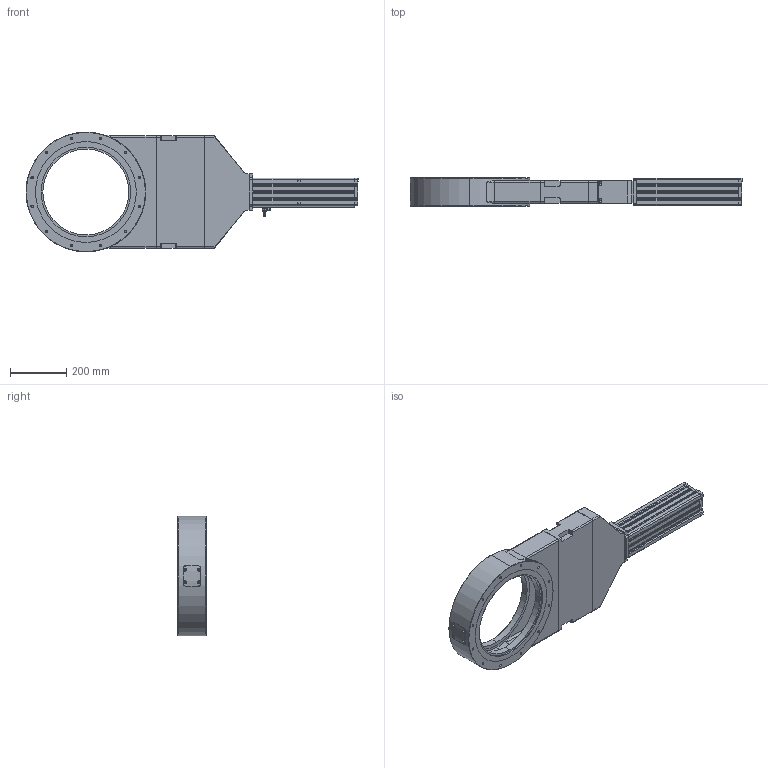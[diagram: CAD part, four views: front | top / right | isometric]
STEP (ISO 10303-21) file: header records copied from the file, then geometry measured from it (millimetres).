
FILE_DESCRIPTION (( 'STEP AP214' ), '1' );
FILE_NAME ('TLG12000-220-11(ISO320)-1230.STEP', '2025-02-04T22:54:14', ( '' ), ( '' ), 'SwSTEP 2.0', 'SolidWorks 2023', '' );
FILE_SCHEMA (( 'AUTOMOTIVE_DESIGN' ));
Length unit declared in the file: inch
Products named in the file (14): SPAV-12-PBR-3010-0_Cylinder body.STEP.STEP; TLG12000-220-11(ISO320)-1230; 렌찌볼트 M10_15L_1.STEP.STEP; GVAPS-ISO320F-24-PI.STEP.STEP; SPAV-12-PB0-1040-0_Sts plate.STEP.STEP; SPAV-12-PB0-1010-0_Body flange(NW320).STEP.STEP; SPAV-12-PB0-1030-00_Body bonnet.STEP.STEP; GNSE 0601(3D)_1.STEP.STEP; SPAV-12-PBR-3020-0_Cylinder bonnet.STEP.STEP; SPAV-12-PB0-1020-0_Body.STEP.STEP; TLG12000-220-11(ISO320)-1230.STEP; SPAV-12-PB0-1000-0_Body assy.STEP.STEP; SPAV-12-PBR-3030-0_Cylinder cover.STEP.STEP; SPAV-12-PBR-3000-0_Cylinder assy.STEP.STEP
Assembly tree (20 placements, depth 5):
  TLG12000-220-11(ISO320)-1230
    TLG12000-220-11(ISO320)-1230.STEP
      GVAPS-ISO320F-24-PI.STEP.STEP
        SPAV-12-PB0-1000-0_Body assy.STEP.STEP
          SPAV-12-PB0-1010-0_Body flange(NW320).STEP.STEP
          SPAV-12-PB0-1020-0_Body.STEP.STEP
          SPAV-12-PB0-1030-00_Body bonnet.STEP.STEP
          SPAV-12-PB0-1040-0_Sts plate.STEP.STEP
        SPAV-12-PBR-3000-0_Cylinder assy.STEP.STEP
          SPAV-12-PBR-3010-0_Cylinder body.STEP.STEP
          SPAV-12-PBR-3020-0_Cylinder bonnet.STEP.STEP
          SPAV-12-PBR-3030-0_Cylinder cover.STEP.STEP
          렌찌볼트 M10_15L_1.STEP.STEP  x8
          GNSE 0601(3D)_1.STEP.STEP
Bounding box: 1178.5 x 100 x 425 mm (x, y, z)
Volume: 13631736.8 mm3; surface area: 1599816 mm2
Topology: 22 solids, 24 shells, 1826 faces, 4528 edges, 2829 vertices
Faces by surface type: plane 830, cylinder 621, cone 283, bspline 56, torus 36
Entity records: 63735 total; most frequent: CARTESIAN_POINT 22960, ORIENTED_EDGE 8364, DIRECTION 8316, EDGE_CURVE 4182, AXIS2_PLACEMENT_3D 2989, VERTEX_POINT 2661, VECTOR 2338, LINE 2338
